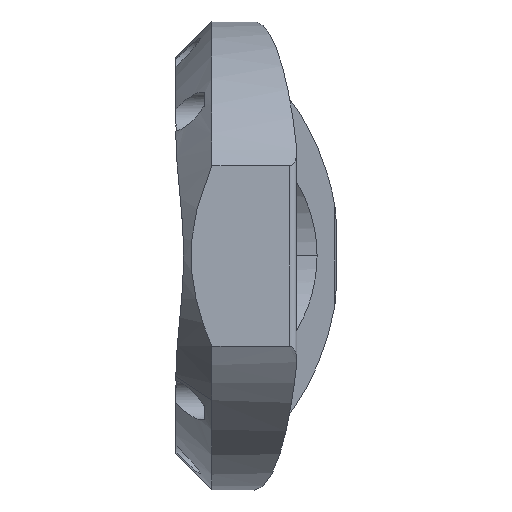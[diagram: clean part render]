
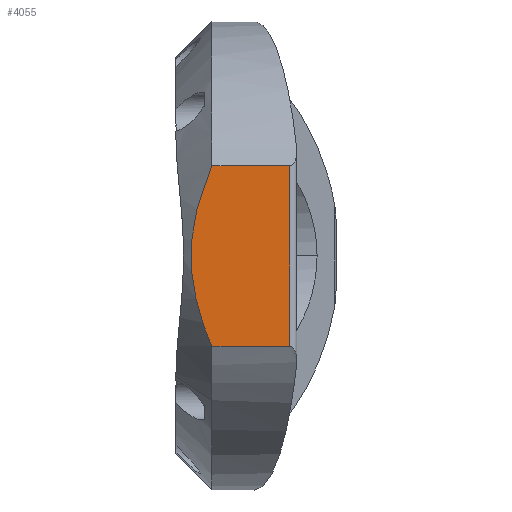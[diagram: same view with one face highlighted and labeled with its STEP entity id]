
A CAD part, front view. The second image highlights one B-rep face of the part: STEP entity #4055.
In plain terms, the highlighted planar face has unit normal (0, -1, 0).
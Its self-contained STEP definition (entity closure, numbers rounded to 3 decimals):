
#11 = CARTESIAN_POINT ( 'NONE',  ( -2.265, -35.715, 71.568 ) ) ;
#41 = CARTESIAN_POINT ( 'NONE',  ( 0.431, -35.715, 46.877 ) ) ;
#68 = EDGE_CURVE ( 'NONE', #2343, #2294, #2717, .T. ) ;
#80 = CARTESIAN_POINT ( 'NONE',  ( -1.708, -35.715, 75.122 ) ) ;
#185 = CARTESIAN_POINT ( 'NONE',  ( -65., -35.715, 90.103 ) ) ;
#216 = LINE ( 'NONE', #185, #2719 ) ;
#401 = VERTEX_POINT ( 'NONE', #1148 ) ;
#434 = CARTESIAN_POINT ( 'NONE',  ( -2.281, -35.715, 58.561 ) ) ;
#463 = CARTESIAN_POINT ( 'NONE',  ( -0.993, -35.715, 78.246 ) ) ;
#494 = CARTESIAN_POINT ( 'NONE',  ( -2.294, -35.715, 58.664 ) ) ;
#527 = CARTESIAN_POINT ( 'NONE',  ( -0.846, -35.715, 51.146 ) ) ;
#556 = ORIENTED_EDGE ( 'NONE', *, *, #68, .T. ) ;
#558 = CARTESIAN_POINT ( 'NONE',  ( 0.704, -35.715, 46.071 ) ) ;
#738 = EDGE_CURVE ( 'NONE', #2343, #401, #216, .T. ) ;
#918 = CARTESIAN_POINT ( 'NONE',  ( -2.335, -35.715, 59.004 ) ) ;
#946 = CARTESIAN_POINT ( 'NONE',  ( 1.048, -35.715, 84.907 ) ) ;
#965 = PLANE ( 'NONE',  #4885 ) ;
#977 = CARTESIAN_POINT ( 'NONE',  ( -1.095, -35.715, 77.833 ) ) ;
#1009 = CARTESIAN_POINT ( 'NONE',  ( -1.126, -35.715, 52.294 ) ) ;
#1039 = CARTESIAN_POINT ( 'NONE',  ( 0.131, -35.715, 47.793 ) ) ;
#1107 = CARTESIAN_POINT ( 'NONE',  ( 0.739, -35.715, 45.971 ) ) ;
#1148 = CARTESIAN_POINT ( 'NONE',  ( 24.732, -35.715, 90.103 ) ) ;
#1341 = CARTESIAN_POINT ( 'NONE',  ( 3.116, -35.715, 39.897 ) ) ;
#1421 = CARTESIAN_POINT ( 'NONE',  ( -2.145, -35.715, 57.482 ) ) ;
#1453 = CARTESIAN_POINT ( 'NONE',  ( 0.819, -35.715, 84.258 ) ) ;
#1514 = VERTEX_POINT ( 'NONE', #5443 ) ;
#1516 = CARTESIAN_POINT ( 'NONE',  ( -2.688, -35.715, 65.147 ) ) ;
#1547 = CARTESIAN_POINT ( 'NONE',  ( -2.39, -35.715, 59.478 ) ) ;
#1721 = CARTESIAN_POINT ( 'NONE',  ( 3.116, -35.715, 39.897 ) ) ;
#1826 = CARTESIAN_POINT ( 'NONE',  ( 3.116, -35.715, 90.103 ) ) ;
#1901 = CARTESIAN_POINT ( 'NONE',  ( -2.286, -35.715, 58.597 ) ) ;
#1932 = CARTESIAN_POINT ( 'NONE',  ( -2.688, -35.715, 63.937 ) ) ;
#1962 = CARTESIAN_POINT ( 'NONE',  ( -2.273, -35.715, 71.505 ) ) ;
#1993 = CARTESIAN_POINT ( 'NONE',  ( 0.586, -35.715, 46.417 ) ) ;
#2294 = VERTEX_POINT ( 'NONE', #1341 ) ;
#2343 = VERTEX_POINT ( 'NONE', #1826 ) ;
#2381 = CARTESIAN_POINT ( 'NONE',  ( 0.376, -35.715, 82.98 ) ) ;
#2411 = CARTESIAN_POINT ( 'NONE',  ( -1.072, -35.715, 77.927 ) ) ;
#2441 = CARTESIAN_POINT ( 'NONE',  ( -1.897, -35.715, 55.901 ) ) ;
#2448 = DIRECTION ( 'NONE',  ( 0., 0., 1. ) ) ;
#2474 = CARTESIAN_POINT ( 'NONE',  ( -0.431, -35.715, 49.611 ) ) ;
#2494 = CARTESIAN_POINT ( 'NONE',  ( -65., -35.715, 39.897 ) ) ;
#2508 = CARTESIAN_POINT ( 'NONE',  ( 0.722, -35.715, 46.022 ) ) ;
#2717 = B_SPLINE_CURVE_WITH_KNOTS ( 'NONE', 3,
 ( #3351, #5440, #3377, #2861, #946, #2889, #1453, #4387, #2988, #5348, #4862, #2381, #4960, #3867, #3409, #463, #3898, #2411, #5857, #977, #4000, #80, #3442, #5922, #3507, #5828, #11, #1962, #4832, #2924, #6334, #4482, #3932, #4898, #1516, #1932, #5956, #4928, #1547, #918, #6302, #494, #1901, #434, #1421, #2441, #4418, #5888, #4354, #5410, #1009, #2958, #4449, #527, #2474, #1039, #41, #1993, #3966, #558, #2508, #4613, #1107, #4137, #4070, #1721 ),
 .UNSPECIFIED., .F., .F.,
 ( 4, 1, 1, 1, 1, 1, 1, 2, 2, 1, 1, 1, 1, 1, 2, 2, 1, 1, 1, 1, 2, 2, 1, 1, 1, 2, 2, 1, 1, 1, 1, 1, 2, 2, 1, 1, 1, 1, 1, 2, 2, 1, 1, 1, 1, 1, 1, 2, 2, 4 ),
 ( 0., 0.062, 0.094, 0.109, 0.117, 0.121, 0.123, 0.124, 0.125, 0.187, 0.219, 0.234, 0.242, 0.246, 0.248, 0.25, 0.312, 0.344, 0.359, 0.367, 0.371, 0.375, 0.437, 0.469, 0.484, 0.492, 0.5, 0.562, 0.594, 0.609, 0.617, 0.621, 0.623, 0.625, 0.687, 0.719, 0.734, 0.742, 0.746, 0.748, 0.75, 0.813, 0.844, 0.859, 0.867, 0.871, 0.873, 0.874, 0.875, 1. ),
 .UNSPECIFIED. ) ;
#2719 = VECTOR ( 'NONE', #3579, 1000. ) ;
#2861 = CARTESIAN_POINT ( 'NONE',  ( 1.365, -35.715, 85.777 ) ) ;
#2889 = CARTESIAN_POINT ( 'NONE',  ( 0.894, -35.715, 84.474 ) ) ;
#2924 = CARTESIAN_POINT ( 'NONE',  ( -2.569, -35.715, 68.751 ) ) ;
#2945 = CARTESIAN_POINT ( 'NONE',  ( -6.884, -35.715, 130. ) ) ;
#2958 = CARTESIAN_POINT ( 'NONE',  ( -1.109, -35.715, 52.226 ) ) ;
#2988 = CARTESIAN_POINT ( 'NONE',  ( 0.765, -35.715, 84.104 ) ) ;
#3351 = CARTESIAN_POINT ( 'NONE',  ( 3.116, -35.715, 90.103 ) ) ;
#3377 = CARTESIAN_POINT ( 'NONE',  ( 2.033, -35.715, 87.534 ) ) ;
#3409 = CARTESIAN_POINT ( 'NONE',  ( -0.88, -35.715, 78.693 ) ) ;
#3442 = CARTESIAN_POINT ( 'NONE',  ( -2.023, -35.715, 73.273 ) ) ;
#3464 = LINE ( 'NONE', #2494, #5392 ) ;
#3507 = CARTESIAN_POINT ( 'NONE',  ( -2.222, -35.715, 71.895 ) ) ;
#3579 = DIRECTION ( 'NONE',  ( 1., 0., 0. ) ) ;
#3867 = CARTESIAN_POINT ( 'NONE',  ( -0.644, -35.715, 79.591 ) ) ;
#3898 = CARTESIAN_POINT ( 'NONE',  ( -1.048, -35.715, 78.022 ) ) ;
#3932 = CARTESIAN_POINT ( 'NONE',  ( -2.685, -35.715, 65.546 ) ) ;
#3963 = ORIENTED_EDGE ( 'NONE', *, *, #738, .F. ) ;
#3966 = CARTESIAN_POINT ( 'NONE',  ( 0.665, -35.715, 46.186 ) ) ;
#4000 = CARTESIAN_POINT ( 'NONE',  ( -1.364, -35.715, 76.724 ) ) ;
#4055 = ADVANCED_FACE ( 'NONE', ( #6353 ), #965, .F. ) ;
#4070 = CARTESIAN_POINT ( 'NONE',  ( 2.217, -35.715, 41.967 ) ) ;
#4137 = CARTESIAN_POINT ( 'NONE',  ( 1.427, -35.715, 43.986 ) ) ;
#4188 = VECTOR ( 'NONE', #2448, 1000. ) ;
#4291 = ORIENTED_EDGE ( 'NONE', *, *, #6250, .T. ) ;
#4346 = EDGE_CURVE ( 'NONE', #1514, #2294, #3464, .T. ) ;
#4354 = CARTESIAN_POINT ( 'NONE',  ( -1.206, -35.715, 52.63 ) ) ;
#4387 = CARTESIAN_POINT ( 'NONE',  ( 0.781, -35.715, 84.15 ) ) ;
#4418 = CARTESIAN_POINT ( 'NONE',  ( -1.524, -35.715, 54.037 ) ) ;
#4449 = CARTESIAN_POINT ( 'NONE',  ( -1.101, -35.715, 52.191 ) ) ;
#4456 = CARTESIAN_POINT ( 'NONE',  ( 24.732, -35.715, 130. ) ) ;
#4482 = CARTESIAN_POINT ( 'NONE',  ( -2.68, -35.715, 65.945 ) ) ;
#4536 = DIRECTION ( 'NONE',  ( -1., 0., 0. ) ) ;
#4613 = CARTESIAN_POINT ( 'NONE',  ( 0.733, -35.715, 45.989 ) ) ;
#4832 = CARTESIAN_POINT ( 'NONE',  ( -2.417, -35.715, 70.361 ) ) ;
#4862 = CARTESIAN_POINT ( 'NONE',  ( 0.749, -35.715, 84.059 ) ) ;
#4885 = AXIS2_PLACEMENT_3D ( 'NONE', #2945, #5338, #5817 ) ;
#4898 = CARTESIAN_POINT ( 'NONE',  ( -2.687, -35.715, 65.279 ) ) ;
#4928 = CARTESIAN_POINT ( 'NONE',  ( -2.487, -35.715, 60.427 ) ) ;
#4929 = EDGE_LOOP ( 'NONE', ( #3963, #556, #5681, #4291 ) ) ;
#4936 = LINE ( 'NONE', #4456, #4188 ) ;
#4960 = CARTESIAN_POINT ( 'NONE',  ( -0.131, -35.715, 81.402 ) ) ;
#5338 = DIRECTION ( 'NONE',  ( 0., 1., 0. ) ) ;
#5348 = CARTESIAN_POINT ( 'NONE',  ( 0.754, -35.715, 84.073 ) ) ;
#5392 = VECTOR ( 'NONE', #4536, 1000. ) ;
#5410 = CARTESIAN_POINT ( 'NONE',  ( -1.15, -35.715, 52.394 ) ) ;
#5440 = CARTESIAN_POINT ( 'NONE',  ( 2.666, -35.715, 89.068 ) ) ;
#5443 = CARTESIAN_POINT ( 'NONE',  ( 24.732, -35.715, 39.897 ) ) ;
#5681 = ORIENTED_EDGE ( 'NONE', *, *, #4346, .F. ) ;
#5817 = DIRECTION ( 'NONE',  ( -1., 0., 0. ) ) ;
#5828 = CARTESIAN_POINT ( 'NONE',  ( -2.248, -35.715, 71.699 ) ) ;
#5857 = CARTESIAN_POINT ( 'NONE',  ( -1.088, -35.715, 77.863 ) ) ;
#5888 = CARTESIAN_POINT ( 'NONE',  ( -1.315, -35.715, 53.099 ) ) ;
#5922 = CARTESIAN_POINT ( 'NONE',  ( -2.159, -35.715, 72.354 ) ) ;
#5956 = CARTESIAN_POINT ( 'NONE',  ( -2.637, -35.715, 62.32 ) ) ;
#6250 = EDGE_CURVE ( 'NONE', #1514, #401, #4936, .T. ) ;
#6302 = CARTESIAN_POINT ( 'NONE',  ( -2.307, -35.715, 58.766 ) ) ;
#6334 = CARTESIAN_POINT ( 'NONE',  ( -2.658, -35.715, 66.879 ) ) ;
#6353 = FACE_OUTER_BOUND ( 'NONE', #4929, .T. ) ;
